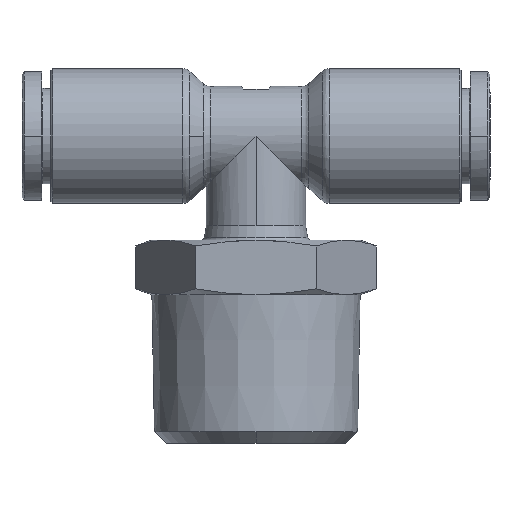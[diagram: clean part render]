
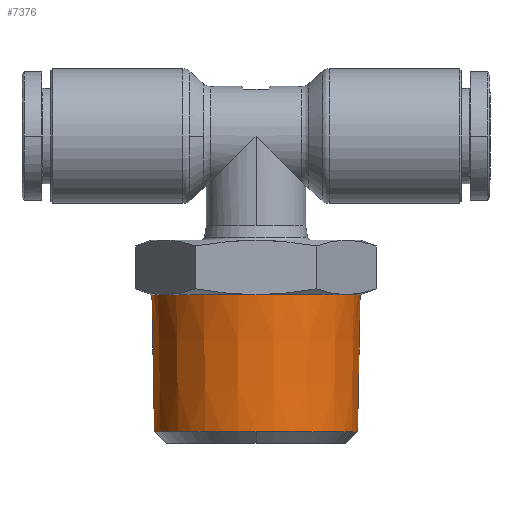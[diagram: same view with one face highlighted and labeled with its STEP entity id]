
A CAD part, front view. The second image highlights one B-rep face of the part: STEP entity #7376.
In plain terms, the highlighted conical face has half-angle 1.06 degrees and reference radius 10.5 mm.
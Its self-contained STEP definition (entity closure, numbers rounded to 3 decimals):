
#102 = ORIENTED_EDGE ( 'NONE', *, *, #13670, .T. ) ;
#249 = AXIS2_PLACEMENT_3D ( 'NONE', #20533, #24804, #13478 ) ;
#392 = CARTESIAN_POINT ( 'NONE',  ( -10.245, 0., -29.8 ) ) ;
#1225 = DIRECTION ( 'NONE',  ( 1., 0., 0. ) ) ;
#1646 = CARTESIAN_POINT ( 'NONE',  ( 0., 0., -16. ) ) ;
#1745 = CARTESIAN_POINT ( 'NONE',  ( 0., 0., -29.8 ) ) ;
#2036 = VECTOR ( 'NONE', #25247, 1000. ) ;
#2179 = CARTESIAN_POINT ( 'NONE',  ( -9.093, -5.25, -16. ) ) ;
#3349 = EDGE_CURVE ( 'NONE', #25794, #5514, #14984, .T. ) ;
#3354 = VECTOR ( 'NONE', #26447, 1000. ) ;
#3362 = AXIS2_PLACEMENT_3D ( 'NONE', #5737, #7894, #1225 ) ;
#3494 = VERTEX_POINT ( 'NONE', #10646 ) ;
#4078 = CIRCLE ( 'NONE', #13878, 10.5 ) ;
#4112 = ORIENTED_EDGE ( 'NONE', *, *, #12676, .T. ) ;
#4149 = CARTESIAN_POINT ( 'NONE',  ( 10.245, 0., -29.8 ) ) ;
#4269 = CARTESIAN_POINT ( 'NONE',  ( 0., -10.5, -16. ) ) ;
#5455 = ORIENTED_EDGE ( 'NONE', *, *, #21879, .T. ) ;
#5494 = VERTEX_POINT ( 'NONE', #2179 ) ;
#5514 = VERTEX_POINT ( 'NONE', #4269 ) ;
#5737 = CARTESIAN_POINT ( 'NONE',  ( 0., 0., -16. ) ) ;
#6425 = ORIENTED_EDGE ( 'NONE', *, *, #3349, .T. ) ;
#6690 = ORIENTED_EDGE ( 'NONE', *, *, #25318, .T. ) ;
#6800 = DIRECTION ( 'NONE',  ( 1., 0., 0. ) ) ;
#7257 = AXIS2_PLACEMENT_3D ( 'NONE', #1745, #24043, #17430 ) ;
#7376 = ADVANCED_FACE ( 'NONE', ( #19942 ), #24869, .T. ) ;
#7617 = CARTESIAN_POINT ( 'NONE',  ( 0., -10.245, -29.8 ) ) ;
#7657 = CIRCLE ( 'NONE', #7257, 10.245 ) ;
#7894 = DIRECTION ( 'NONE',  ( 0., 0., 1. ) ) ;
#8264 = VERTEX_POINT ( 'NONE', #392 ) ;
#10077 = LINE ( 'NONE', #13813, #2036 ) ;
#10503 = DIRECTION ( 'NONE',  ( 1., 0., 0. ) ) ;
#10646 = CARTESIAN_POINT ( 'NONE',  ( 10.5, 0., -16. ) ) ;
#11672 = DIRECTION ( 'NONE',  ( 0., 0., -1. ) ) ;
#12676 = EDGE_CURVE ( 'NONE', #8264, #28302, #18966, .T. ) ;
#12817 = EDGE_LOOP ( 'NONE', ( #14950, #4112, #102, #14096, #5455, #6425, #6690, #26118 ) ) ;
#13478 = DIRECTION ( 'NONE',  ( 1., 0., 0. ) ) ;
#13670 = EDGE_CURVE ( 'NONE', #28302, #17113, #7657, .T. ) ;
#13813 = CARTESIAN_POINT ( 'NONE',  ( 10.5, 0., -16. ) ) ;
#13878 = AXIS2_PLACEMENT_3D ( 'NONE', #15613, #25101, #6800 ) ;
#14042 = CARTESIAN_POINT ( 'NONE',  ( 0., 0., -16. ) ) ;
#14096 = ORIENTED_EDGE ( 'NONE', *, *, #18568, .T. ) ;
#14795 = DIRECTION ( 'NONE',  ( 0., 0., -1. ) ) ;
#14891 = LINE ( 'NONE', #24264, #3354 ) ;
#14950 = ORIENTED_EDGE ( 'NONE', *, *, #20046, .F. ) ;
#14984 = CIRCLE ( 'NONE', #15494, 10.5 ) ;
#15494 = AXIS2_PLACEMENT_3D ( 'NONE', #1646, #28771, #26330 ) ;
#15548 = CIRCLE ( 'NONE', #16886, 10.5 ) ;
#15613 = CARTESIAN_POINT ( 'NONE',  ( 0., 0., -16. ) ) ;
#15918 = EDGE_CURVE ( 'NONE', #5494, #22758, #4078, .T. ) ;
#16863 = CIRCLE ( 'NONE', #25256, 10.5 ) ;
#16886 = AXIS2_PLACEMENT_3D ( 'NONE', #14042, #11672, #27471 ) ;
#17113 = VERTEX_POINT ( 'NONE', #4149 ) ;
#17430 = DIRECTION ( 'NONE',  ( 1., 0., 0. ) ) ;
#18568 = EDGE_CURVE ( 'NONE', #17113, #3494, #10077, .T. ) ;
#18966 = CIRCLE ( 'NONE', #249, 10.245 ) ;
#19942 = FACE_OUTER_BOUND ( 'NONE', #12817, .T. ) ;
#20046 = EDGE_CURVE ( 'NONE', #8264, #22758, #14891, .T. ) ;
#20533 = CARTESIAN_POINT ( 'NONE',  ( 0., 0., -29.8 ) ) ;
#21879 = EDGE_CURVE ( 'NONE', #3494, #25794, #16863, .T. ) ;
#22758 = VERTEX_POINT ( 'NONE', #25573 ) ;
#23136 = CARTESIAN_POINT ( 'NONE',  ( 9.093, -5.25, -16. ) ) ;
#24043 = DIRECTION ( 'NONE',  ( 0., 0., 1. ) ) ;
#24264 = CARTESIAN_POINT ( 'NONE',  ( -10.5, 0., -16. ) ) ;
#24804 = DIRECTION ( 'NONE',  ( 0., 0., 1. ) ) ;
#24869 = CONICAL_SURFACE ( 'NONE', #3362, 10.5, 0.018 ) ;
#25101 = DIRECTION ( 'NONE',  ( 0., 0., -1. ) ) ;
#25247 = DIRECTION ( 'NONE',  ( 0.018, 0., 1. ) ) ;
#25256 = AXIS2_PLACEMENT_3D ( 'NONE', #28221, #14795, #10503 ) ;
#25318 = EDGE_CURVE ( 'NONE', #5514, #5494, #15548, .T. ) ;
#25573 = CARTESIAN_POINT ( 'NONE',  ( -10.5, 0., -16. ) ) ;
#25794 = VERTEX_POINT ( 'NONE', #23136 ) ;
#26118 = ORIENTED_EDGE ( 'NONE', *, *, #15918, .T. ) ;
#26330 = DIRECTION ( 'NONE',  ( 1., 0., 0. ) ) ;
#26447 = DIRECTION ( 'NONE',  ( -0.018, 0., 1. ) ) ;
#27471 = DIRECTION ( 'NONE',  ( 1., 0., 0. ) ) ;
#28221 = CARTESIAN_POINT ( 'NONE',  ( 0., 0., -16. ) ) ;
#28302 = VERTEX_POINT ( 'NONE', #7617 ) ;
#28771 = DIRECTION ( 'NONE',  ( 0., 0., -1. ) ) ;
